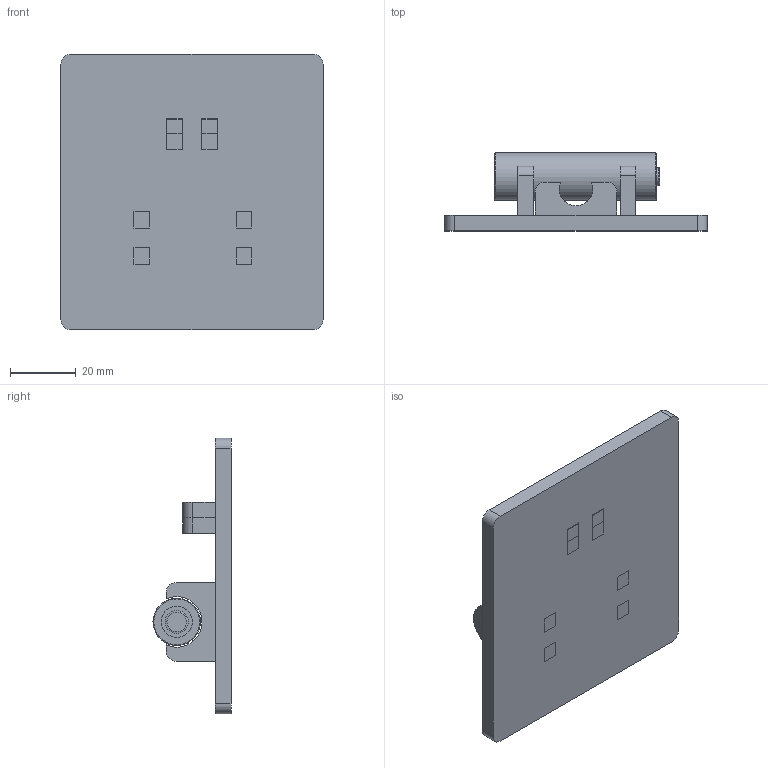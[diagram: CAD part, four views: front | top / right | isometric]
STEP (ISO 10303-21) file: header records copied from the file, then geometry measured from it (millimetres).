
FILE_DESCRIPTION(/* description */ (''),/* implementation_level */ '2;1');
FILE_NAME(/* name */ '00-lightbulb v21.step',/* time_stamp */ '2025-05-26T12:02:46-07:00',/* author */ (''),/* organization */ (''),/* preprocessor_version */ 'ST-DEVELOPER v20.1',/* originating_system */ 'Autodesk Translation Framework v14.10.0.0',/* authorisation */ '');
FILE_SCHEMA (('AUTOMOTIVE_DESIGN { 1 0 10303 214 3 1 1 }'));
Length unit declared in the file: millimetre
Products named in the file (6): 00-lightbulb; AA Battery; Battery Holder; Bottom; LightBulbHolder; LightBulbHolder(Mirror)
Assembly tree (5 placements, depth 2):
  00-lightbulb
    AA Battery
    Battery Holder
    Bottom
    LightBulbHolder
    LightBulbHolder(Mirror)
Bounding box: 80 x 23.81 x 84.02 mm (x, y, z)
Volume: 43889.9 mm3; surface area: 21772.3 mm2
Topology: 6 solids, 6 shells, 118 faces, 305 edges, 203 vertices
Faces by surface type: plane 96, cylinder 18, torus 3, cone 1
Full cylindrical faces by diameter (mm): 5.5 x1, 14.5 x1
Entity records: 3792 total; most frequent: CARTESIAN_POINT 637, ORIENTED_EDGE 610, DIRECTION 609, EDGE_CURVE 305, LINE 259, VECTOR 259, VERTEX_POINT 203, AXIS2_PLACEMENT_3D 175
